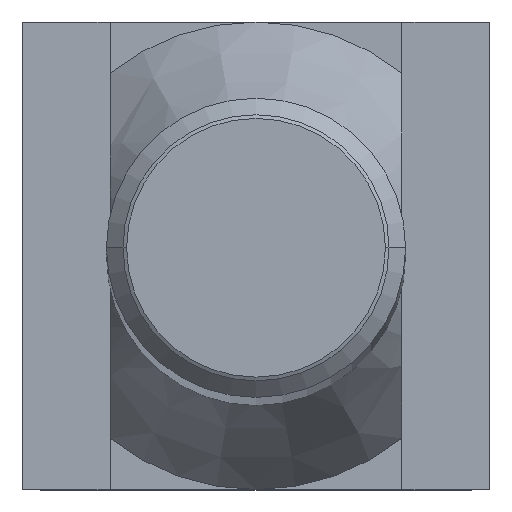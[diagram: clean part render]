
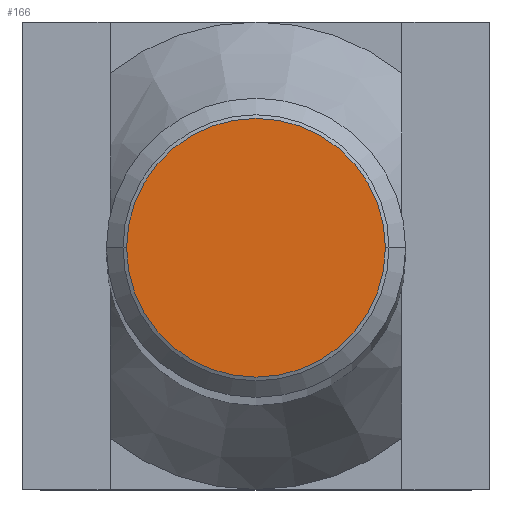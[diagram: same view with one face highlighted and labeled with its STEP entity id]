
A CAD part, top view. The second image highlights one B-rep face of the part: STEP entity #166.
In plain terms, the highlighted planar face has unit normal (0, 0, 1).
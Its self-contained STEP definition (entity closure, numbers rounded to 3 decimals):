
#166=ADVANCED_FACE('',(#425),#426,.T.);
#290=EDGE_CURVE('',#382,#312,#560,.T.);
#292=EDGE_CURVE('',#312,#382,#562,.T.);
#312=VERTEX_POINT('',#585);
#382=VERTEX_POINT('',#664);
#425=FACE_OUTER_BOUND('',#725,.T.);
#426=PLANE('',#726);
#560=CIRCLE('',#911,6.917);
#562=CIRCLE('',#914,6.917);
#585=CARTESIAN_POINT('',(-6.917,0.,250.0));
#664=CARTESIAN_POINT('',(6.917,0.,250.0));
#725=EDGE_LOOP('',(#1096,#1097));
#726=AXIS2_PLACEMENT_3D('',#1098,#1099,#1100);
#911=AXIS2_PLACEMENT_3D('',#1223,#1224,#1225);
#914=AXIS2_PLACEMENT_3D('',#1226,#1227,#1228);
#1096=ORIENTED_EDGE('',*,*,#290,.T.);
#1097=ORIENTED_EDGE('',*,*,#292,.T.);
#1098=CARTESIAN_POINT('',(-3.5,0.,250.0));
#1099=DIRECTION('',(0.0,0.0,1.0));
#1100=DIRECTION('',(-1.0,0.,0.0));
#1223=CARTESIAN_POINT('',(0.0,0.,250.0));
#1224=DIRECTION('',(0.0,-0.0,1.0));
#1225=DIRECTION('',(1.0,0.,0.0));
#1226=CARTESIAN_POINT('',(0.0,0.,250.0));
#1227=DIRECTION('',(0.0,-0.0,1.0));
#1228=DIRECTION('',(1.0,0.,0.0));
